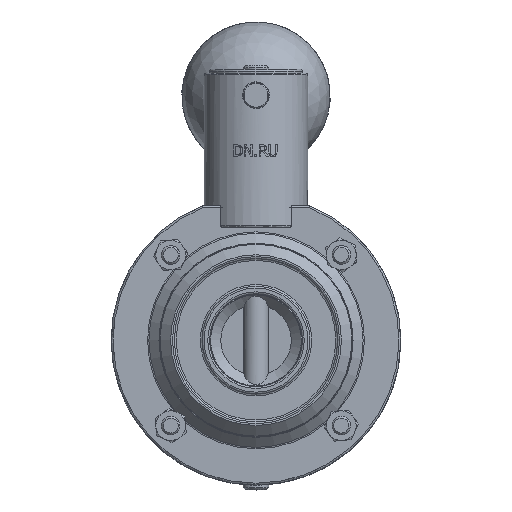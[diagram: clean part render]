
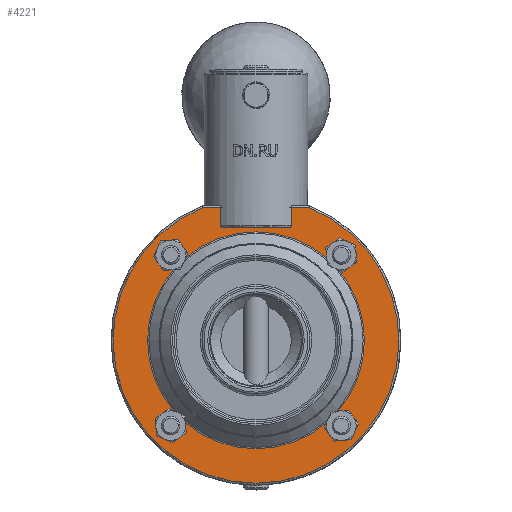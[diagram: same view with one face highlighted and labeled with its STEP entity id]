
A CAD part, top view. The second image highlights one B-rep face of the part: STEP entity #4221.
In plain terms, the highlighted planar face has unit normal (0, 0, 1).
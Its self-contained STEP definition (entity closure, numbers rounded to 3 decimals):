
#151=FACE_BOUND('',#1229,.T.);
#152=FACE_BOUND('',#1230,.T.);
#153=FACE_BOUND('',#1231,.T.);
#154=FACE_BOUND('',#1232,.T.);
#155=FACE_BOUND('',#1233,.T.);
#193=PLANE('',#4708);
#468=LINE('',#7623,#689);
#689=VECTOR('',#5448,10.);
#962=FACE_OUTER_BOUND('',#1228,.T.);
#1228=EDGE_LOOP('',(#3079,#3080));
#1229=EDGE_LOOP('',(#3081));
#1230=EDGE_LOOP('',(#3082));
#1231=EDGE_LOOP('',(#3083));
#1232=EDGE_LOOP('',(#3084));
#1233=EDGE_LOOP('',(#3085));
#1541=CIRCLE('',#4701,38.5);
#1546=CIRCLE('',#4709,2.5);
#1547=CIRCLE('',#4710,2.5);
#1548=CIRCLE('',#4711,2.5);
#1549=CIRCLE('',#4712,2.5);
#1550=CIRCLE('',#4713,29.207);
#1874=VERTEX_POINT('',#7592);
#1879=VERTEX_POINT('',#7606);
#1884=VERTEX_POINT('',#7637);
#1885=VERTEX_POINT('',#7639);
#1886=VERTEX_POINT('',#7641);
#1887=VERTEX_POINT('',#7643);
#1888=VERTEX_POINT('',#7645);
#2330=EDGE_CURVE('',#1874,#1879,#1541,.T.);
#2332=EDGE_CURVE('',#1879,#1874,#468,.T.);
#2340=EDGE_CURVE('',#1884,#1884,#1546,.T.);
#2341=EDGE_CURVE('',#1885,#1885,#1547,.T.);
#2342=EDGE_CURVE('',#1886,#1886,#1548,.T.);
#2343=EDGE_CURVE('',#1887,#1887,#1549,.T.);
#2344=EDGE_CURVE('',#1888,#1888,#1550,.T.);
#3079=ORIENTED_EDGE('',*,*,#2330,.F.);
#3080=ORIENTED_EDGE('',*,*,#2332,.F.);
#3081=ORIENTED_EDGE('',*,*,#2340,.T.);
#3082=ORIENTED_EDGE('',*,*,#2341,.T.);
#3083=ORIENTED_EDGE('',*,*,#2342,.T.);
#3084=ORIENTED_EDGE('',*,*,#2343,.T.);
#3085=ORIENTED_EDGE('',*,*,#2344,.F.);
#4221=ADVANCED_FACE('',(#962,#151,#152,#153,#154,#155),#193,.T.);
#4701=AXIS2_PLACEMENT_3D('',#7607,#5444,#5445);
#4708=AXIS2_PLACEMENT_3D('',#7636,#5462,#5463);
#4709=AXIS2_PLACEMENT_3D('',#7638,#5464,#5465);
#4710=AXIS2_PLACEMENT_3D('',#7640,#5466,#5467);
#4711=AXIS2_PLACEMENT_3D('',#7642,#5468,#5469);
#4712=AXIS2_PLACEMENT_3D('',#7644,#5470,#5471);
#4713=AXIS2_PLACEMENT_3D('',#7646,#5472,#5473);
#5444=DIRECTION('center_axis',(0.,0.,-1.));
#5445=DIRECTION('ref_axis',(0.,-1.,0.));
#5448=DIRECTION('',(1.,0.,0.));
#5462=DIRECTION('center_axis',(0.,0.,1.));
#5463=DIRECTION('ref_axis',(1.,0.,0.));
#5464=DIRECTION('center_axis',(0.,0.,-1.));
#5465=DIRECTION('ref_axis',(-1.,0.,0.));
#5466=DIRECTION('center_axis',(0.,0.,-1.));
#5467=DIRECTION('ref_axis',(-1.,0.,0.));
#5468=DIRECTION('center_axis',(0.,0.,-1.));
#5469=DIRECTION('ref_axis',(-1.,0.,0.));
#5470=DIRECTION('center_axis',(0.,0.,-1.));
#5471=DIRECTION('ref_axis',(-1.,0.,0.));
#5472=DIRECTION('center_axis',(0.,0.,1.));
#5473=DIRECTION('ref_axis',(-1.,0.,0.));
#7592=CARTESIAN_POINT('',(14.414,35.7,10.1));
#7606=CARTESIAN_POINT('',(-14.414,35.7,10.1));
#7607=CARTESIAN_POINT('Origin',(0.,0.,10.1));
#7623=CARTESIAN_POINT('',(0.,35.7,10.1));
#7636=CARTESIAN_POINT('Origin',(0.,0.,10.1));
#7637=CARTESIAN_POINT('',(25.481,22.981,10.1));
#7638=CARTESIAN_POINT('Origin',(22.981,22.981,10.1));
#7639=CARTESIAN_POINT('',(-20.481,22.981,10.1));
#7640=CARTESIAN_POINT('Origin',(-22.981,22.981,10.1));
#7641=CARTESIAN_POINT('',(-20.481,-22.981,10.1));
#7642=CARTESIAN_POINT('Origin',(-22.981,-22.981,10.1));
#7643=CARTESIAN_POINT('',(25.481,-22.981,10.1));
#7644=CARTESIAN_POINT('Origin',(22.981,-22.981,10.1));
#7645=CARTESIAN_POINT('',(-29.207,0.,10.1));
#7646=CARTESIAN_POINT('Origin',(0.,0.,10.1));
